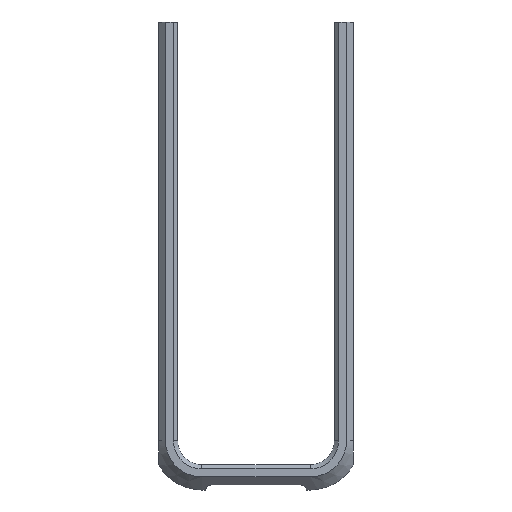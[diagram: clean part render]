
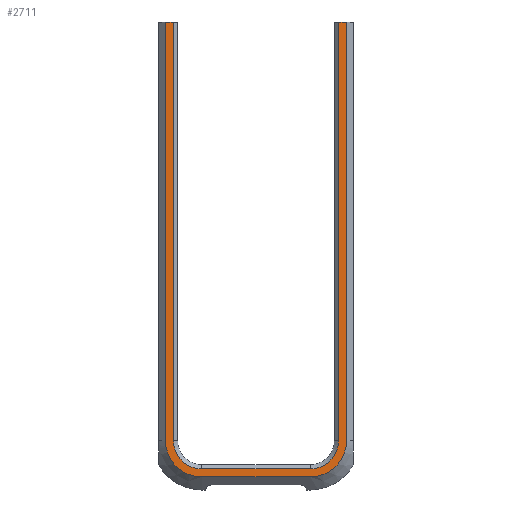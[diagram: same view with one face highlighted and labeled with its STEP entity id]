
A CAD part, front view. The second image highlights one B-rep face of the part: STEP entity #2711.
In plain terms, the highlighted planar face has unit normal (0, -1, 0).
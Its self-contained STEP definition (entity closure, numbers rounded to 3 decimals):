
#154=CIRCLE('',#2827,14.345);
#155=CIRCLE('',#2829,14.345);
#200=CIRCLE('',#2962,11.195);
#201=CIRCLE('',#2965,11.195);
#874=ORIENTED_EDGE('',*,*,#1114,.T.);
#875=ORIENTED_EDGE('',*,*,#1177,.T.);
#876=ORIENTED_EDGE('',*,*,#1007,.T.);
#877=ORIENTED_EDGE('',*,*,#1179,.T.);
#878=ORIENTED_EDGE('',*,*,#1118,.T.);
#879=ORIENTED_EDGE('',*,*,#1131,.F.);
#880=ORIENTED_EDGE('',*,*,#1350,.T.);
#881=ORIENTED_EDGE('',*,*,#1352,.T.);
#882=ORIENTED_EDGE('',*,*,#1354,.T.);
#883=ORIENTED_EDGE('',*,*,#1356,.T.);
#884=ORIENTED_EDGE('',*,*,#1358,.T.);
#885=ORIENTED_EDGE('',*,*,#1140,.F.);
#1007=EDGE_CURVE('',#1394,#1395,#1646,.T.);
#1114=EDGE_CURVE('',#1501,#1500,#1711,.T.);
#1118=EDGE_CURVE('',#1505,#1504,#1715,.T.);
#1131=EDGE_CURVE('',#1515,#1504,#1728,.T.);
#1140=EDGE_CURVE('',#1501,#1520,#1737,.T.);
#1177=EDGE_CURVE('',#1500,#1394,#154,.F.);
#1179=EDGE_CURVE('',#1395,#1505,#155,.F.);
#1350=EDGE_CURVE('',#1515,#1616,#1874,.T.);
#1352=EDGE_CURVE('',#1616,#1617,#200,.T.);
#1354=EDGE_CURVE('',#1617,#1618,#1877,.T.);
#1356=EDGE_CURVE('',#1618,#1619,#201,.T.);
#1358=EDGE_CURVE('',#1619,#1520,#1880,.T.);
#1394=VERTEX_POINT('',#3805);
#1395=VERTEX_POINT('',#3806);
#1500=VERTEX_POINT('',#4022);
#1501=VERTEX_POINT('',#4024);
#1504=VERTEX_POINT('',#4031);
#1505=VERTEX_POINT('',#4033);
#1515=VERTEX_POINT('',#4057);
#1520=VERTEX_POINT('',#4075);
#1616=VERTEX_POINT('',#4514);
#1617=VERTEX_POINT('',#4518);
#1618=VERTEX_POINT('',#4522);
#1619=VERTEX_POINT('',#4526);
#1646=LINE('',#3804,#1910);
#1711=LINE('',#4023,#1975);
#1715=LINE('',#4032,#1979);
#1728=LINE('',#4058,#1992);
#1737=LINE('',#4074,#2001);
#1874=LINE('',#4513,#2138);
#1877=LINE('',#4521,#2141);
#1880=LINE('',#4529,#2144);
#1910=VECTOR('',#3020,1000.);
#1975=VECTOR('',#3179,1000.);
#1979=VECTOR('',#3185,1000.);
#1992=VECTOR('',#3202,1000.);
#2001=VECTOR('',#3217,1000.);
#2138=VECTOR('',#3698,1000.);
#2141=VECTOR('',#3707,1000.);
#2144=VECTOR('',#3716,1000.);
#2305=EDGE_LOOP('',(#874,#875,#876,#877,#878,#879,#880,#881,#882,#883,#884,
#885));
#2483=FACE_BOUND('',#2305,.T.);
#2578=PLANE('',#2975);
#2711=ADVANCED_FACE('',(#2483),#2578,.F.);
#2827=AXIS2_PLACEMENT_3D('',#4152,#3306,#3307);
#2829=AXIS2_PLACEMENT_3D('',#4159,#3310,#3311);
#2962=AXIS2_PLACEMENT_3D('',#4517,#3702,#3703);
#2965=AXIS2_PLACEMENT_3D('',#4525,#3711,#3712);
#2975=AXIS2_PLACEMENT_3D('',#4549,#3740,#3741);
#3020=DIRECTION('',(1.,0.,0.));
#3179=DIRECTION('',(0.,0.,-1.));
#3185=DIRECTION('',(0.,0.,1.));
#3202=DIRECTION('',(1.,0.,0.));
#3217=DIRECTION('',(1.,0.,0.));
#3306=DIRECTION('',(0.,1.,0.));
#3307=DIRECTION('',(0.,0.,1.));
#3310=DIRECTION('',(0.,1.,0.));
#3311=DIRECTION('',(0.,0.,1.));
#3698=DIRECTION('',(0.,0.,-1.));
#3702=DIRECTION('',(0.,1.,0.));
#3703=DIRECTION('',(0.,0.,1.));
#3707=DIRECTION('',(-1.,0.,0.));
#3711=DIRECTION('',(0.,1.,0.));
#3712=DIRECTION('',(0.,0.,1.));
#3716=DIRECTION('',(0.,0.,1.));
#3740=DIRECTION('',(0.,1.,0.));
#3741=DIRECTION('',(0.,0.,1.));
#3804=CARTESIAN_POINT('',(31.,-5.675,-84.325));
#3805=CARTESIAN_POINT('',(-21.48,-5.675,-84.325));
#3806=CARTESIAN_POINT('',(21.48,-5.675,-84.325));
#4022=CARTESIAN_POINT('',(-35.825,-5.675,-69.98));
#4023=CARTESIAN_POINT('',(-35.825,-5.675,95.5));
#4024=CARTESIAN_POINT('',(-35.825,-5.675,95.5));
#4031=CARTESIAN_POINT('',(35.825,-5.675,95.5));
#4032=CARTESIAN_POINT('',(35.825,-5.675,-254.5));
#4033=CARTESIAN_POINT('',(35.825,-5.675,-69.98));
#4057=CARTESIAN_POINT('',(32.675,-5.675,95.5));
#4058=CARTESIAN_POINT('',(38.5,-5.675,95.5));
#4074=CARTESIAN_POINT('',(38.5,-5.675,95.5));
#4075=CARTESIAN_POINT('',(-32.675,-5.675,95.5));
#4152=CARTESIAN_POINT('',(-21.48,-5.675,-69.98));
#4159=CARTESIAN_POINT('',(21.48,-5.675,-69.98));
#4513=CARTESIAN_POINT('',(32.675,-5.675,-79.5));
#4514=CARTESIAN_POINT('',(32.675,-5.675,-69.98));
#4517=CARTESIAN_POINT('',(21.48,-5.675,-69.98));
#4518=CARTESIAN_POINT('',(21.48,-5.675,-81.175));
#4521=CARTESIAN_POINT('',(31.,-5.675,-81.175));
#4522=CARTESIAN_POINT('',(-21.48,-5.675,-81.175));
#4525=CARTESIAN_POINT('',(-21.48,-5.675,-69.98));
#4526=CARTESIAN_POINT('',(-32.675,-5.675,-69.98));
#4529=CARTESIAN_POINT('',(-32.675,-5.675,-254.5));
#4549=CARTESIAN_POINT('',(38.5,-5.675,-274.5));
